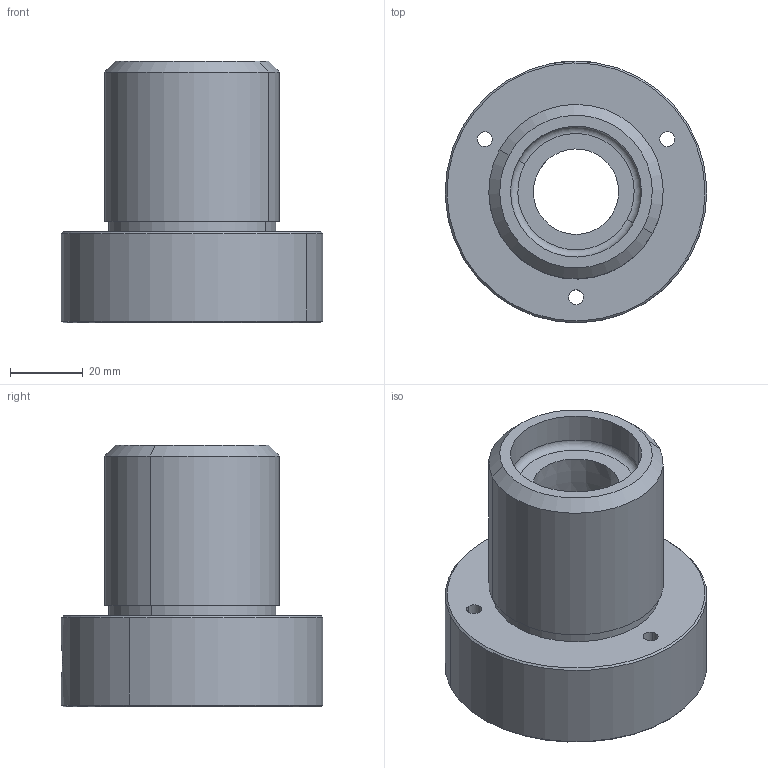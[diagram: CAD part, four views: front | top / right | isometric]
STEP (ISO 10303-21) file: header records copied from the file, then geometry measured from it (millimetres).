
FILE_DESCRIPTION(('CATIA V5 STEP Exchange'),'2;1');
FILE_NAME('RDBA104.3072.stp','2017-03-06T19:12:19+00:00',('none'),('none'),'CATIA Version 5 Release 19 GA (IN-10)','CATIA V5 STEP AP203','none');
FILE_SCHEMA(('CONFIG_CONTROL_DESIGN'));
Length unit declared in the file: millimetre
Products named in the file (1): RDBA104.3072
Bounding box: 71.98 x 71.99 x 72 mm (x, y, z)
Volume: 136455.1 mm3; surface area: 27643.2 mm2
Topology: 1 solids, 1 shells, 51 faces, 113 edges, 77 vertices
Faces by surface type: cylinder 24, cone 14, plane 11, torus 2
Entity records: 1385 total; most frequent: CARTESIAN_POINT 278, ORIENTED_EDGE 220, DIRECTION 171, EDGE_CURVE 110, AXIS2_PLACEMENT_3D 100, EDGE_LOOP 70, VERTEX_POINT 70, CIRCLE 68
